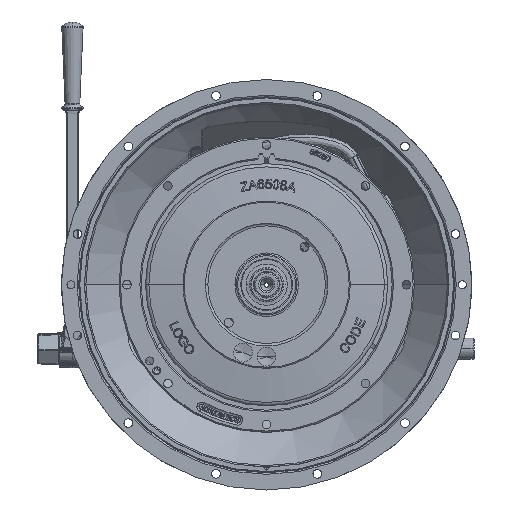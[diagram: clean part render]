
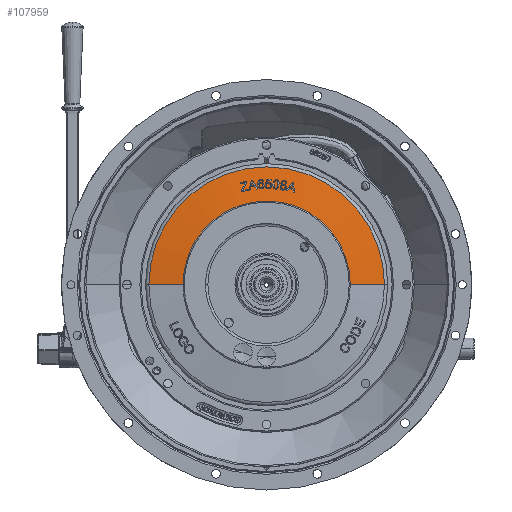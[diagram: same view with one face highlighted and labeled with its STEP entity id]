
A CAD part, top view. The second image highlights one B-rep face of the part: STEP entity #107959.
In plain terms, the highlighted conical face has half-angle 82.418 degrees and reference radius 140.507 mm.
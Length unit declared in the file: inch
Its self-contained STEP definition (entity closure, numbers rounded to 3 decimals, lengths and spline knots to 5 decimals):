
#59989 = CARTESIAN_POINT ( 'NONE',  ( -5.53179, 0., 0.30991 ) ) ;
#59991 = CARTESIAN_POINT ( 'NONE',  ( 5.53179, 0., 0.30991 ) ) ;
#59993 = CARTESIAN_POINT ( 'NONE',  ( 3.92981, 0., 0.52316 ) ) ;
#59995 = CARTESIAN_POINT ( 'NONE',  ( -3.92981, 0., 0.52316 ) ) ;
#62878 = VERTEX_POINT ( 'NONE', #59989 ) ;
#62879 = VERTEX_POINT ( 'NONE', #59991 ) ;
#62880 = VERTEX_POINT ( 'NONE', #59993 ) ;
#62881 = VERTEX_POINT ( 'NONE', #59995 ) ;
#76545 = FACE_OUTER_BOUND ( 'NONE', #93766, .T. ) ;
#76712 = CONICAL_SURFACE ( 'NONE', #87878, 5.53179, 1.438 ) ;
#78873 = ORIENTED_EDGE ( 'NONE', *, *, #114533, .F. ) ;
#78876 = ORIENTED_EDGE ( 'NONE', *, *, #114636, .T. ) ;
#78878 = ORIENTED_EDGE ( 'NONE', *, *, #114597, .T. ) ;
#78880 = ORIENTED_EDGE ( 'NONE', *, *, #114797, .F. ) ;
#87878 = AXIS2_PLACEMENT_3D ( 'NONE', #139231, #139222, #139220 ) ;
#93766 = EDGE_LOOP ( 'NONE', ( #78880, #78878, #78876, #78873 ) ) ;
#107959 = ADVANCED_FACE ( 'NONE', ( #76545 ), #76712, .T. ) ;
#114533 = EDGE_CURVE ( 'NONE', #62881, #62878, #116799, .T. ) ;
#114597 = EDGE_CURVE ( 'NONE', #62880, #62879, #116866, .T. ) ;
#114636 = EDGE_CURVE ( 'NONE', #62879, #62878, #116934, .T. ) ;
#114797 = EDGE_CURVE ( 'NONE', #62880, #62881, #117162, .T. ) ;
#116799 = LINE ( 'NONE', #130682, #116802 ) ;
#116802 = VECTOR ( 'NONE', #130683, 39.37008 ) ;
#116866 = LINE ( 'NONE', #130744, #116887 ) ;
#116887 = VECTOR ( 'NONE', #130745, 39.37008 ) ;
#116934 = CIRCLE ( 'NONE', #132517, 5.53179 ) ;
#117162 = CIRCLE ( 'NONE', #132547, 3.92981 ) ;
#130682 = CARTESIAN_POINT ( 'NONE',  ( -5.53179, 0., 0.30991 ) ) ;
#130683 = DIRECTION ( 'NONE',  ( -0.991, 0., -0.132 ) ) ;
#130744 = CARTESIAN_POINT ( 'NONE',  ( 5.53179, 0., 0.30991 ) ) ;
#130745 = DIRECTION ( 'NONE',  ( 0.991, 0., -0.132 ) ) ;
#130782 = CARTESIAN_POINT ( 'NONE',  ( 0., 0., 0.30991 ) ) ;
#130784 = DIRECTION ( 'NONE',  ( 0., 0., 1. ) ) ;
#130785 = DIRECTION ( 'NONE',  ( 1., 0., 0. ) ) ;
#130871 = CARTESIAN_POINT ( 'NONE',  ( 0., 0., 0.52316 ) ) ;
#130879 = DIRECTION ( 'NONE',  ( 0., 0., 1. ) ) ;
#130880 = DIRECTION ( 'NONE',  ( 1., 0., 0. ) ) ;
#132517 = AXIS2_PLACEMENT_3D ( 'NONE', #130782, #130784, #130785 ) ;
#132547 = AXIS2_PLACEMENT_3D ( 'NONE', #130871, #130879, #130880 ) ;
#139220 = DIRECTION ( 'NONE',  ( -1., 0., 0. ) ) ;
#139222 = DIRECTION ( 'NONE',  ( 0., 0., -1. ) ) ;
#139231 = CARTESIAN_POINT ( 'NONE',  ( 0., 0., 0.30991 ) ) ;
